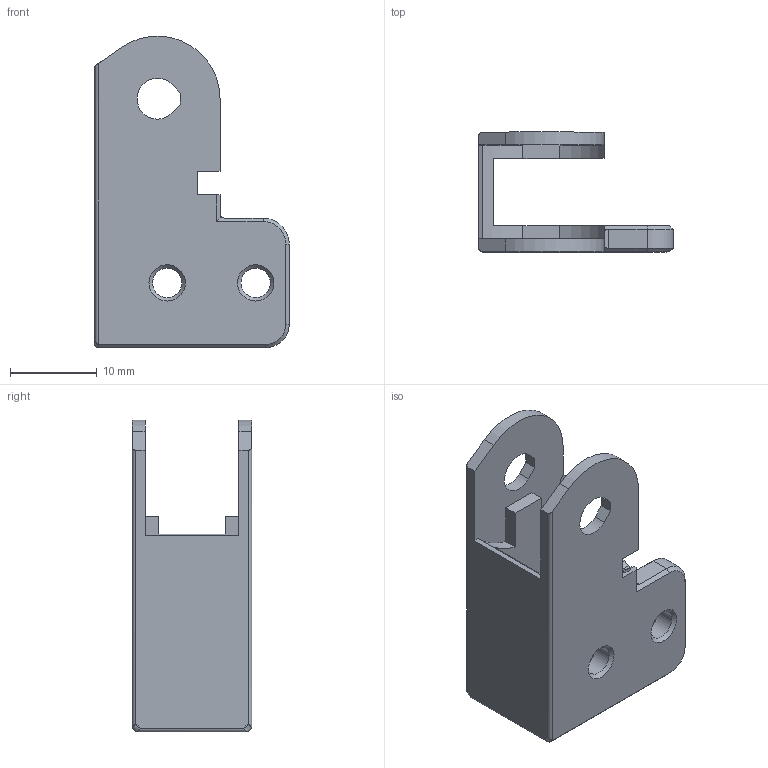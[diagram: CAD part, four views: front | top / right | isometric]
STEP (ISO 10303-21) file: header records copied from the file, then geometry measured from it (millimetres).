
FILE_DESCRIPTION(/* description */ ('','CAx-IF Rec.Pracs.---Representation and Presentation of Product Manufacturing Information (PMI)---4.0---2014-10-13'),/* implementation_level */ '2;1');
FILE_NAME(/* name */ 'z_anchor_gantry_x1.step',/* time_stamp */ '2025-01-06T18:40:25-05:00',/* author */ (''),/* organization */ (''),/* preprocessor_version */ 'ST-DEVELOPER v20',/* originating_system */ 'Autodesk Translation Framework v13.20.0.188',/* authorisation */ '');
FILE_SCHEMA (('AP242_MANAGED_MODEL_BASED_3D_ENGINEERING_MIM_LF { 1 0 10303 442 1 1 4 }'));
Length unit declared in the file: millimetre
Products named in the file (3): z_anchor_gantry_x1; angled; angled Geometry
Assembly tree (2 placements, depth 3):
  z_anchor_gantry_x1
    angled
      angled Geometry
Bounding box: 22.48 x 13.81 x 36.02 mm (x, y, z)
Volume: 2900.6 mm3; surface area: 3099 mm2
Topology: 1 solids, 1 shells, 114 faces, 312 edges, 200 vertices
Faces by surface type: plane 78, cylinder 17, cone 15, bspline 4
Full cylindrical faces by diameter (mm): 3.4 x2, 4 x1
Entity records: 3916 total; most frequent: CARTESIAN_POINT 927, ORIENTED_EDGE 620, DIRECTION 590, EDGE_CURVE 310, LINE 232, VECTOR 232, VERTEX_POINT 200, AXIS2_PLACEMENT_3D 179
